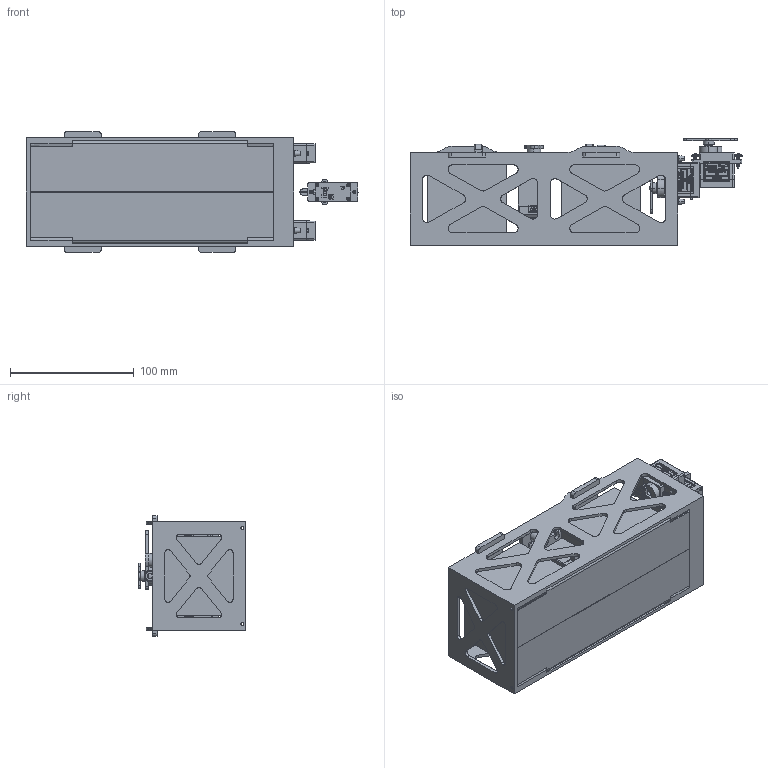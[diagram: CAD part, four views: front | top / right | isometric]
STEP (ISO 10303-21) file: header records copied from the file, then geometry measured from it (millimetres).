
FILE_DESCRIPTION(('FreeCAD Model'),'2;1');
FILE_NAME('Open CASCADE Shape Model','2025-04-26T16:30:13',('FreeCAD'),( 'FreeCAD'),'Open CASCADE STEP processor 7.6','FreeCAD','Unknown');
FILE_SCHEMA(('AUTOMOTIVE_DESIGN { 1 0 10303 214 1 1 1 1 }'));
Products named in the file (1): Open CASCADE STEP translator 7.6 1
Bounding box: 268.17 x 86.94 x 97.59 mm (x, y, z)
Volume: 576709.1 mm3; surface area: 242147.5 mm2
Topology: 71 solids, 71 shells, 5921 faces, 17895 edges, 12488 vertices
Faces by surface type: bspline 5921
Entity records: 214254 total; most frequent: CARTESIAN_POINT 112824, ORIENTED_EDGE 35758, EDGE_CURVE 17879, B_SPLINE_CURVE_WITH_KNOTS 12616, VERTEX_POINT 12488, FACE_BOUND 6667, EDGE_LOOP 6667, ADVANCED_FACE 5921
